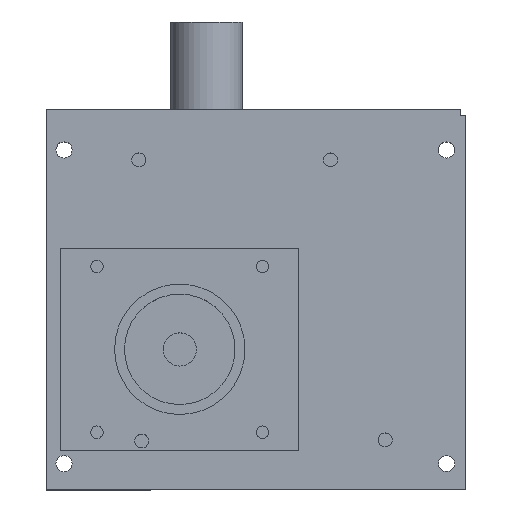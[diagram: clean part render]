
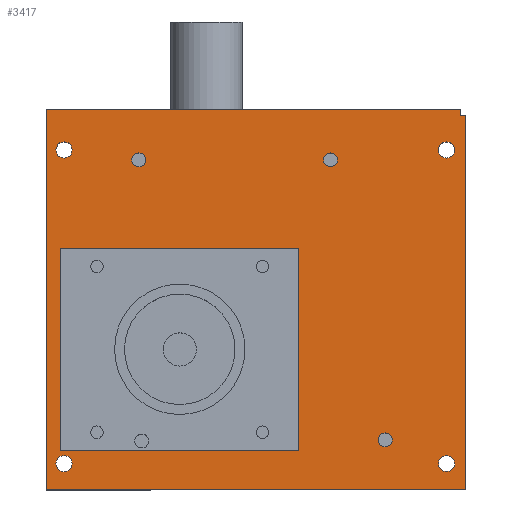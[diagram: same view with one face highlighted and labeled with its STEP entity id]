
A CAD part, top view. The second image highlights one B-rep face of the part: STEP entity #3417.
In plain terms, the highlighted planar face has unit normal (0, 0, 1).
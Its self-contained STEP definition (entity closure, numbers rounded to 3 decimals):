
#86=FACE_BOUND('',#656,.T.);
#87=FACE_BOUND('',#657,.T.);
#88=FACE_BOUND('',#658,.T.);
#89=FACE_BOUND('',#659,.T.);
#90=FACE_BOUND('',#660,.T.);
#91=FACE_BOUND('',#661,.T.);
#92=FACE_BOUND('',#662,.T.);
#93=FACE_BOUND('',#663,.T.);
#94=FACE_BOUND('',#664,.T.);
#95=FACE_BOUND('',#665,.T.);
#96=FACE_BOUND('',#666,.T.);
#236=PLANE('',#3691);
#415=FACE_OUTER_BOUND('',#655,.T.);
#655=EDGE_LOOP('',(#3176,#3177,#3178,#3179,#3180,#3181));
#656=EDGE_LOOP('',(#3182));
#657=EDGE_LOOP('',(#3183));
#658=EDGE_LOOP('',(#3184));
#659=EDGE_LOOP('',(#3185));
#660=EDGE_LOOP('',(#3186));
#661=EDGE_LOOP('',(#3187));
#662=EDGE_LOOP('',(#3188,#3189,#3190,#3191,#3192,#3193));
#663=EDGE_LOOP('',(#3194));
#664=EDGE_LOOP('',(#3195));
#665=EDGE_LOOP('',(#3196));
#666=EDGE_LOOP('',(#3197));
#907=LINE('',#5214,#1291);
#912=LINE('',#5223,#1296);
#919=LINE('',#5241,#1303);
#939=LINE('',#5286,#1323);
#1024=LINE('',#5480,#1408);
#1032=LINE('',#5504,#1416);
#1036=LINE('',#5510,#1420);
#1037=LINE('',#5514,#1421);
#1047=LINE('',#5534,#1431);
#1050=LINE('',#5539,#1434);
#1051=LINE('',#5541,#1435);
#1291=VECTOR('',#4293,10.);
#1296=VECTOR('',#4300,10.);
#1303=VECTOR('',#4315,10.);
#1323=VECTOR('',#4353,10.);
#1408=VECTOR('',#4528,10.);
#1416=VECTOR('',#4556,10.);
#1420=VECTOR('',#4562,10.);
#1421=VECTOR('',#4567,10.);
#1431=VECTOR('',#4585,10.);
#1434=VECTOR('',#4590,10.);
#1435=VECTOR('',#4593,10.);
#1473=CIRCLE('',#3577,13.056);
#1488=CIRCLE('',#3603,1.265);
#1489=CIRCLE('',#3605,1.265);
#1490=CIRCLE('',#3607,1.265);
#1491=CIRCLE('',#3609,1.265);
#1505=CIRCLE('',#3662,1.465);
#1506=CIRCLE('',#3664,1.465);
#1508=CIRCLE('',#3667,1.465);
#1509=CIRCLE('',#3669,1.465);
#1510=CIRCLE('',#3674,1.13);
#1513=CIRCLE('',#3680,1.13);
#1683=VERTEX_POINT('',#5126);
#1686=VERTEX_POINT('',#5131);
#1704=VERTEX_POINT('',#5191);
#1705=VERTEX_POINT('',#5195);
#1706=VERTEX_POINT('',#5199);
#1707=VERTEX_POINT('',#5203);
#1710=VERTEX_POINT('',#5213);
#1713=VERTEX_POINT('',#5221);
#1720=VERTEX_POINT('',#5239);
#1735=VERTEX_POINT('',#5282);
#1736=VERTEX_POINT('',#5284);
#1794=VERTEX_POINT('',#5456);
#1795=VERTEX_POINT('',#5460);
#1797=VERTEX_POINT('',#5466);
#1798=VERTEX_POINT('',#5470);
#1800=VERTEX_POINT('',#5479);
#1801=VERTEX_POINT('',#5483);
#1804=VERTEX_POINT('',#5495);
#1806=VERTEX_POINT('',#5503);
#1808=VERTEX_POINT('',#5513);
#1814=VERTEX_POINT('',#5533);
#1815=VERTEX_POINT('',#5537);
#2082=EDGE_CURVE('',#1686,#1683,#1473,.T.);
#2103=EDGE_CURVE('',#1704,#1704,#1488,.T.);
#2105=EDGE_CURVE('',#1705,#1705,#1489,.T.);
#2107=EDGE_CURVE('',#1706,#1706,#1490,.T.);
#2109=EDGE_CURVE('',#1707,#1707,#1491,.T.);
#2113=EDGE_CURVE('',#1683,#1710,#907,.T.);
#2118=EDGE_CURVE('',#1713,#1686,#912,.T.);
#2127=EDGE_CURVE('',#1713,#1720,#919,.T.);
#2149=EDGE_CURVE('',#1735,#1736,#939,.T.);
#2236=EDGE_CURVE('',#1794,#1794,#1505,.T.);
#2238=EDGE_CURVE('',#1795,#1795,#1506,.T.);
#2241=EDGE_CURVE('',#1797,#1797,#1508,.T.);
#2243=EDGE_CURVE('',#1798,#1798,#1509,.T.);
#2246=EDGE_CURVE('',#1800,#1735,#1024,.T.);
#2249=EDGE_CURVE('',#1801,#1801,#1510,.T.);
#2255=EDGE_CURVE('',#1804,#1804,#1513,.T.);
#2258=EDGE_CURVE('',#1806,#1710,#1032,.T.);
#2262=EDGE_CURVE('',#1720,#1806,#1036,.T.);
#2263=EDGE_CURVE('',#1800,#1808,#1037,.T.);
#2273=EDGE_CURVE('',#1808,#1814,#1047,.T.);
#2276=EDGE_CURVE('',#1736,#1815,#1050,.T.);
#2277=EDGE_CURVE('',#1814,#1815,#1051,.T.);
#3176=ORIENTED_EDGE('',*,*,#2276,.T.);
#3177=ORIENTED_EDGE('',*,*,#2277,.F.);
#3178=ORIENTED_EDGE('',*,*,#2273,.F.);
#3179=ORIENTED_EDGE('',*,*,#2263,.F.);
#3180=ORIENTED_EDGE('',*,*,#2246,.T.);
#3181=ORIENTED_EDGE('',*,*,#2149,.T.);
#3182=ORIENTED_EDGE('',*,*,#2103,.T.);
#3183=ORIENTED_EDGE('',*,*,#2105,.T.);
#3184=ORIENTED_EDGE('',*,*,#2107,.T.);
#3185=ORIENTED_EDGE('',*,*,#2109,.T.);
#3186=ORIENTED_EDGE('',*,*,#2249,.F.);
#3187=ORIENTED_EDGE('',*,*,#2255,.F.);
#3188=ORIENTED_EDGE('',*,*,#2113,.F.);
#3189=ORIENTED_EDGE('',*,*,#2082,.F.);
#3190=ORIENTED_EDGE('',*,*,#2118,.F.);
#3191=ORIENTED_EDGE('',*,*,#2127,.T.);
#3192=ORIENTED_EDGE('',*,*,#2262,.T.);
#3193=ORIENTED_EDGE('',*,*,#2258,.T.);
#3194=ORIENTED_EDGE('',*,*,#2243,.T.);
#3195=ORIENTED_EDGE('',*,*,#2241,.T.);
#3196=ORIENTED_EDGE('',*,*,#2238,.T.);
#3197=ORIENTED_EDGE('',*,*,#2236,.T.);
#3417=ADVANCED_FACE('',(#415,#86,#87,#88,#89,#90,#91,#92,#93,#94,#95,#96),
#236,.T.);
#3577=AXIS2_PLACEMENT_3D('',#5146,#4209,#4210);
#3603=AXIS2_PLACEMENT_3D('',#5193,#4267,#4268);
#3605=AXIS2_PLACEMENT_3D('',#5197,#4272,#4273);
#3607=AXIS2_PLACEMENT_3D('',#5201,#4277,#4278);
#3609=AXIS2_PLACEMENT_3D('',#5205,#4282,#4283);
#3662=AXIS2_PLACEMENT_3D('',#5458,#4501,#4502);
#3664=AXIS2_PLACEMENT_3D('',#5462,#4506,#4507);
#3667=AXIS2_PLACEMENT_3D('',#5468,#4513,#4514);
#3669=AXIS2_PLACEMENT_3D('',#5472,#4518,#4519);
#3674=AXIS2_PLACEMENT_3D('',#5485,#4533,#4534);
#3680=AXIS2_PLACEMENT_3D('',#5497,#4548,#4549);
#3691=AXIS2_PLACEMENT_3D('',#5540,#4591,#4592);
#4209=DIRECTION('center_axis',(0.,0.,1.));
#4210=DIRECTION('ref_axis',(1.,0.,0.));
#4267=DIRECTION('center_axis',(0.,0.,-1.));
#4268=DIRECTION('ref_axis',(-1.,0.,0.));
#4272=DIRECTION('center_axis',(0.,0.,-1.));
#4273=DIRECTION('ref_axis',(-1.,0.,0.));
#4277=DIRECTION('center_axis',(0.,0.,-1.));
#4278=DIRECTION('ref_axis',(-1.,0.,0.));
#4282=DIRECTION('center_axis',(0.,0.,-1.));
#4283=DIRECTION('ref_axis',(-1.,0.,0.));
#4293=DIRECTION('',(0.,1.,0.));
#4300=DIRECTION('',(0.,1.,0.));
#4315=DIRECTION('',(-1.,0.,0.));
#4353=DIRECTION('',(0.,1.,0.));
#4501=DIRECTION('center_axis',(0.,0.,-1.));
#4502=DIRECTION('ref_axis',(-1.,0.,0.));
#4506=DIRECTION('center_axis',(0.,0.,-1.));
#4507=DIRECTION('ref_axis',(-1.,0.,0.));
#4513=DIRECTION('center_axis',(0.,0.,-1.));
#4514=DIRECTION('ref_axis',(-1.,0.,0.));
#4518=DIRECTION('center_axis',(0.,0.,-1.));
#4519=DIRECTION('ref_axis',(-1.,0.,0.));
#4528=DIRECTION('',(-1.,0.,0.));
#4533=DIRECTION('center_axis',(0.,0.,1.));
#4534=DIRECTION('ref_axis',(1.,0.,0.));
#4548=DIRECTION('center_axis',(0.,0.,1.));
#4549=DIRECTION('ref_axis',(1.,0.,0.));
#4556=DIRECTION('',(1.,0.,0.));
#4562=DIRECTION('',(0.,1.,0.));
#4567=DIRECTION('',(0.,-1.,0.));
#4585=DIRECTION('',(-1.,0.,0.));
#4590=DIRECTION('',(-1.,0.,0.));
#4591=DIRECTION('center_axis',(0.,0.,1.));
#4592=DIRECTION('ref_axis',(0.,1.,0.));
#4593=DIRECTION('',(0.,1.,0.));
#5126=CARTESIAN_POINT('',(-4.309,255.622,14.017));
#5131=CARTESIAN_POINT('',(-4.309,243.261,14.017));
#5146=CARTESIAN_POINT('Origin',(7.191,249.442,14.017));
#5191=CARTESIAN_POINT('',(45.655,233.042,14.017));
#5193=CARTESIAN_POINT('Origin',(44.391,233.042,14.017));
#5195=CARTESIAN_POINT('',(35.755,283.742,14.017));
#5197=CARTESIAN_POINT('Origin',(34.491,283.742,14.017));
#5199=CARTESIAN_POINT('',(1.055,283.742,14.017));
#5201=CARTESIAN_POINT('Origin',(-0.209,283.742,14.017));
#5203=CARTESIAN_POINT('',(1.555,232.842,14.017));
#5205=CARTESIAN_POINT('Origin',(0.291,232.842,14.017));
#5213=CARTESIAN_POINT('',(-4.309,267.767,14.017));
#5214=CARTESIAN_POINT('',(-4.309,227.942,14.017));
#5221=CARTESIAN_POINT('',(-4.309,231.117,14.017));
#5223=CARTESIAN_POINT('',(-4.309,227.942,14.017));
#5239=CARTESIAN_POINT('',(-14.399,231.117,14.017));
#5241=CARTESIAN_POINT('',(-14.399,231.117,14.017));
#5282=CARTESIAN_POINT('',(58.,291.842,14.017));
#5284=CARTESIAN_POINT('',(58.,292.842,14.017));
#5286=CARTESIAN_POINT('',(58.,291.842,14.017));
#5456=CARTESIAN_POINT('',(-12.299,228.754,14.017));
#5458=CARTESIAN_POINT('Origin',(-13.764,228.754,14.017));
#5460=CARTESIAN_POINT('',(56.965,285.544,14.017));
#5462=CARTESIAN_POINT('Origin',(55.5,285.544,14.017));
#5466=CARTESIAN_POINT('',(-12.299,285.544,14.017));
#5468=CARTESIAN_POINT('Origin',(-13.764,285.544,14.017));
#5470=CARTESIAN_POINT('',(56.965,228.754,14.017));
#5472=CARTESIAN_POINT('Origin',(55.5,228.754,14.017));
#5479=CARTESIAN_POINT('',(59.,291.842,14.017));
#5480=CARTESIAN_POINT('',(53.,291.842,14.017));
#5483=CARTESIAN_POINT('',(21.06,234.442,14.017));
#5485=CARTESIAN_POINT('Origin',(22.191,234.442,14.017));
#5495=CARTESIAN_POINT('',(21.06,264.442,14.017));
#5497=CARTESIAN_POINT('Origin',(22.191,264.442,14.017));
#5503=CARTESIAN_POINT('',(-14.399,267.767,14.017));
#5504=CARTESIAN_POINT('',(28.781,267.767,14.017));
#5510=CARTESIAN_POINT('',(-14.399,267.767,14.017));
#5513=CARTESIAN_POINT('',(59.,224.,14.017));
#5514=CARTESIAN_POINT('',(59.,225.,14.017));
#5533=CARTESIAN_POINT('',(-17.,224.,14.017));
#5534=CARTESIAN_POINT('',(59.,224.,14.017));
#5537=CARTESIAN_POINT('',(-17.,292.842,14.017));
#5539=CARTESIAN_POINT('',(-16.,292.842,14.017));
#5540=CARTESIAN_POINT('Origin',(-16.,224.,14.017));
#5541=CARTESIAN_POINT('',(-17.,224.,14.017));
